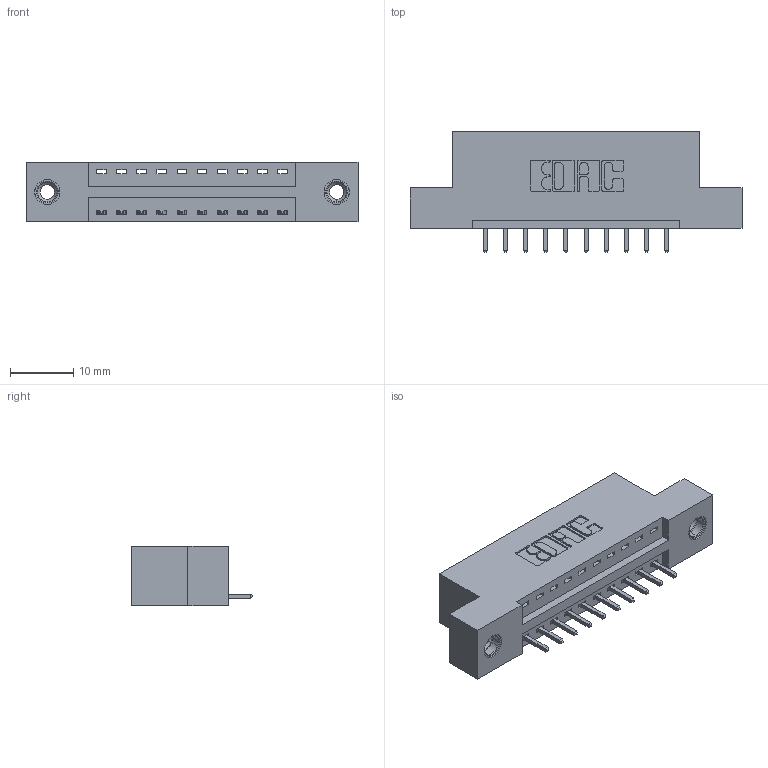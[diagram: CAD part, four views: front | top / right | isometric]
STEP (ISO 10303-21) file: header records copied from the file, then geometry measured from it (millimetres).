
FILE_DESCRIPTION (( 'STEP AP203' ), '1' );
FILE_NAME ('396-010-521-108.STEP', '2018-08-31T02:18:26', ( '' ), ( '' ), 'SwSTEP 2.0', 'SolidWorks 2016', '' );
FILE_SCHEMA (( 'CONFIG_CONTROL_DESIGN' ));
Length unit declared in the file: inch
Products named in the file (4): 346 Part_Flush Mounting Lugs - 0.156 Dia-TI; 345-292-001_345-293-121; 345-250-001_345-250-003-102; 396-010-521-108
Assembly tree (13 placements, depth 2):
  396-010-521-108
    346 Part_Flush Mounting Lugs - 0.156 Dia-TI
    345-292-001_345-293-121  x10
    345-250-001_345-250-003-102  x2
Bounding box: 52.32 x 19.05 x 9.4 mm (x, y, z)
Volume: 4753.1 mm3; surface area: 5504.1 mm2
Topology: 13 solids, 13 shells, 762 faces, 2225 edges, 1462 vertices
Faces by surface type: plane 508, cylinder 238, cone 12, torus 4
Entity records: 11718 total; most frequent: CARTESIAN_POINT 2001, ORIENTED_EDGE 1938, DIRECTION 1831, EDGE_CURVE 969, VECTOR 777, LINE 777, VERTEX_POINT 640, AXIS2_PLACEMENT_3D 527
